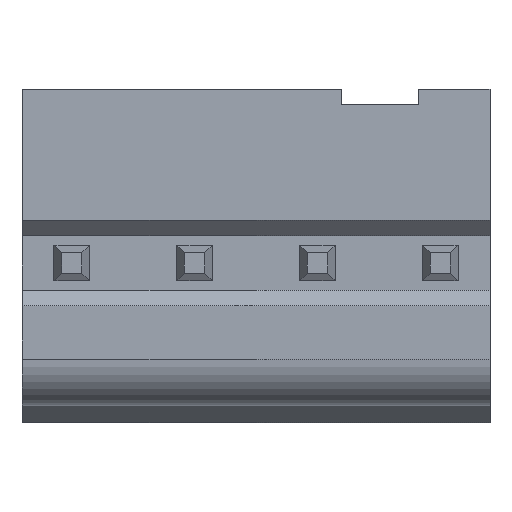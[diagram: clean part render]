
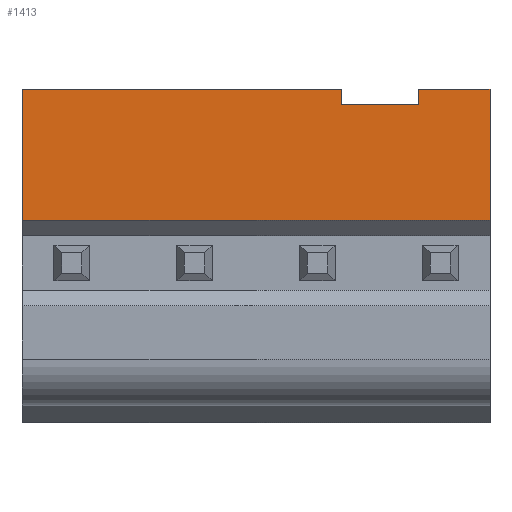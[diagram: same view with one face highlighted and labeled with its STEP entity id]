
A CAD part, front view. The second image highlights one B-rep face of the part: STEP entity #1413.
In plain terms, the highlighted planar face has unit normal (0, -1, 0).
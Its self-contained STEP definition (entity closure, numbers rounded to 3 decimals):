
#79=DIRECTION('',(0.,0.,-1.));
#80=VECTOR('',#79,4.225);
#81=CARTESIAN_POINT('',(-7.54,0.,10.2));
#82=LINE('',#81,#80);
#167=DIRECTION('',(0.,0.,-1.));
#168=VECTOR('',#167,0.5);
#169=CARTESIAN_POINT('',(5.24,0.,10.2));
#170=LINE('',#169,#168);
#171=DIRECTION('',(1.,0.,0.));
#172=VECTOR('',#171,2.3);
#173=CARTESIAN_POINT('',(5.24,0.,10.2));
#174=LINE('',#173,#172);
#175=DIRECTION('',(1.,0.,0.));
#176=VECTOR('',#175,15.08);
#177=CARTESIAN_POINT('',(-7.54,0.,5.975));
#178=LINE('',#177,#176);
#179=DIRECTION('',(1.,0.,0.));
#180=VECTOR('',#179,10.28);
#181=CARTESIAN_POINT('',(-7.54,0.,10.2));
#182=LINE('',#181,#180);
#183=DIRECTION('',(0.,0.,-1.));
#184=VECTOR('',#183,0.5);
#185=CARTESIAN_POINT('',(2.74,0.,10.2));
#186=LINE('',#185,#184);
#187=DIRECTION('',(-1.,0.,0.));
#188=VECTOR('',#187,2.5);
#189=CARTESIAN_POINT('',(5.24,0.,9.7));
#190=LINE('',#189,#188);
#203=DIRECTION('',(0.,0.,-1.));
#204=VECTOR('',#203,4.225);
#205=CARTESIAN_POINT('',(7.54,0.,10.2));
#206=LINE('',#205,#204);
#971=CARTESIAN_POINT('',(-7.54,0.,10.2));
#972=VERTEX_POINT('',#971);
#1005=CARTESIAN_POINT('',(7.54,0.,10.2));
#1006=VERTEX_POINT('',#1005);
#1027=CARTESIAN_POINT('',(-7.54,0.,5.975));
#1028=VERTEX_POINT('',#1027);
#1035=CARTESIAN_POINT('',(7.54,0.,5.975));
#1036=VERTEX_POINT('',#1035);
#1237=CARTESIAN_POINT('',(5.24,0.,10.2));
#1238=VERTEX_POINT('',#1237);
#1239=CARTESIAN_POINT('',(2.74,0.,10.2));
#1240=VERTEX_POINT('',#1239);
#1241=CARTESIAN_POINT('',(5.24,0.,9.7));
#1242=VERTEX_POINT('',#1241);
#1243=CARTESIAN_POINT('',(2.74,0.,9.7));
#1244=VERTEX_POINT('',#1243);
#1392=CARTESIAN_POINT('',(-7.54,0.,10.2));
#1393=DIRECTION('',(0.,-1.,0.));
#1394=DIRECTION('',(0.,0.,-1.));
#1395=AXIS2_PLACEMENT_3D('',#1392,#1393,#1394);
#1396=PLANE('',#1395);
#1398=ORIENTED_EDGE('',*,*,#1397,.F.);
#1400=ORIENTED_EDGE('',*,*,#1399,.T.);
#1402=ORIENTED_EDGE('',*,*,#1401,.T.);
#1403=ORIENTED_EDGE('',*,*,#1370,.F.);
#1404=ORIENTED_EDGE('',*,*,#1286,.F.);
#1406=ORIENTED_EDGE('',*,*,#1405,.T.);
#1408=ORIENTED_EDGE('',*,*,#1407,.T.);
#1410=ORIENTED_EDGE('',*,*,#1409,.F.);
#1411=EDGE_LOOP('',(#1398,#1400,#1402,#1403,#1404,#1406,#1408,#1410));
#1412=FACE_OUTER_BOUND('',#1411,.F.);
#1413=ADVANCED_FACE('',(#1412),#1396,.T.);
#1286=EDGE_CURVE('',#972,#1028,#82,.T.);
#1370=EDGE_CURVE('',#1028,#1036,#178,.T.);
#1397=EDGE_CURVE('',#1238,#1242,#170,.T.);
#1399=EDGE_CURVE('',#1238,#1006,#174,.T.);
#1401=EDGE_CURVE('',#1006,#1036,#206,.T.);
#1405=EDGE_CURVE('',#972,#1240,#182,.T.);
#1407=EDGE_CURVE('',#1240,#1244,#186,.T.);
#1409=EDGE_CURVE('',#1242,#1244,#190,.T.);
